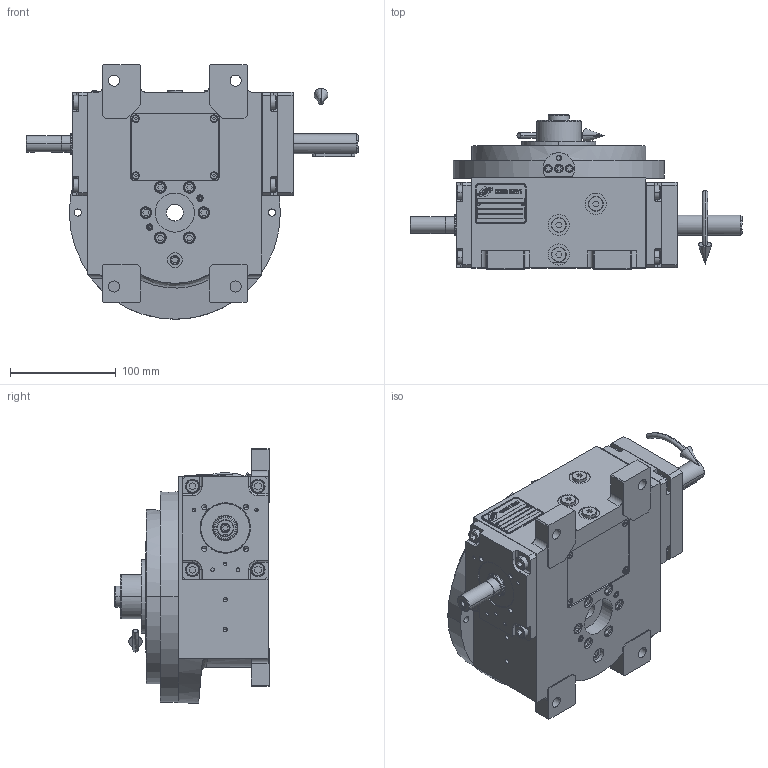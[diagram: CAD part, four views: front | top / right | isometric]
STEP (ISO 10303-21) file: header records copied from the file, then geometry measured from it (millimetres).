
FILE_DESCRIPTION (( 'STEP AP214' ), '1' );
FILE_NAME ('PC5200417.step', '2024-06-20T13:20:00', ( '' ), ( '' ), 'SwSTEP 2.0', 'SolidWorks 2020', '' );
FILE_SCHEMA (( 'AUTOMOTIVE_DESIGN' ));
Length unit declared in the file: millimetre
Products named in the file (85): cfn2000_01_129; rig04_004; cfn2000_01_147; AS_rig04_014; freccia_angolare; AS_rig04_004_s_002; rig04_004_s_002; cfn2077_01_018; cfn2104_01_002; CFN2000_01_185.stp; cfn2003_01_063; CFN2356_03_051.stp; cfn2000_01_151; cfn2107_01_001; cfn2151_01_087; rig04_002_bl_004; cfn2115_02_182; cfn2155_01_186; RIG06_021_AF0.stp; 900_38_30_003; cfn2128_04_011; RIG04_005_S_001_ASM.stp; cfn2151_01_092; AS_900_38_30_003; cfn2115_02_213; CFN2223_01-390X6-B.stp; cfn2151_01_162; cfn2128_05_006; cfn2000_01_161; rig04_015; rig04_071_6_m_n_02.stp; CFN2010_01_006.stp; CFN2104_02_017.stp; cfn2205_01_012; cfn2476_01_001_48x38; AS_rig04_002_bl_004; AS_rig04_071_6_m_n_02; CFN2155_01_007.stp; olio_agip_blasia_150; rig04_004_s_001 ...
Assembly tree (77 placements, depth 5):
  cfn2077_01_018
  CFN2356_03_051.stp
  cfn2151_01_087
  cfn2151_01_092
  cfn2115_02_213
Bounding box: 314.5 x 146 x 241 mm (x, y, z)
Volume: 1632720.9 mm3; surface area: 473889.1 mm2
Topology: 80 solids, 80 shells, 2261 faces, 5480 edges, 3506 vertices
Faces by surface type: plane 1139, cylinder 714, cone 389, torus 12, sphere 6, bspline 1
Entity records: 68909 total; most frequent: CARTESIAN_POINT 14143, DIRECTION 10895, ORIENTED_EDGE 10342, EDGE_CURVE 5171, AXIS2_PLACEMENT_3D 3786, VERTEX_POINT 3361, LINE 3323, VECTOR 3323
